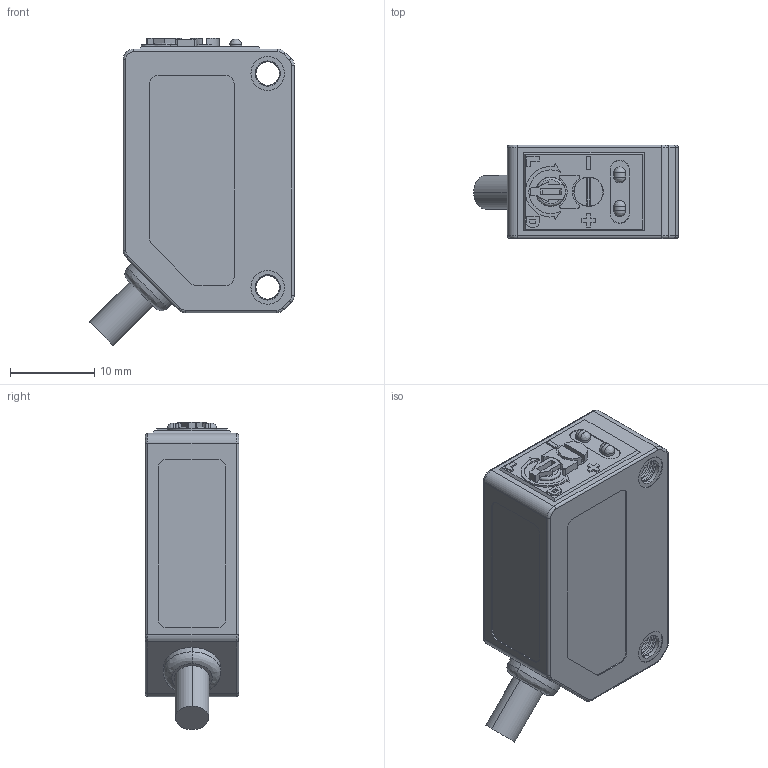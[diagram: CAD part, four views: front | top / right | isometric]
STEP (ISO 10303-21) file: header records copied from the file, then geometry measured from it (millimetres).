
FILE_DESCRIPTION (( 'STEP AP214' ), '1' );
FILE_NAME ('PXPEESB-30N_3D.STEP', '2022-11-03T19:36:35', ( '' ), ( '' ), 'SwSTEP 2.0', 'SolidWorks 2022', '' );
FILE_SCHEMA (( 'AUTOMOTIVE_DESIGN' ));
Length unit declared in the file: inch
Products named in the file (1): PXPEESB-30N_3D
Bounding box: 24.29 x 11.1 x 36.54 mm (x, y, z)
Volume: 6719.4 mm3; surface area: 3128.6 mm2
Topology: 1 solids, 1 shells, 458 faces, 1230 edges, 801 vertices
Faces by surface type: cylinder 224, plane 181, bspline 50, cone 3
Entity records: 29855 total; most frequent: CARTESIAN_POINT 19104, ORIENTED_EDGE 2444, DIRECTION 1903, EDGE_CURVE 1222, VERTEX_POINT 801, AXIS2_PLACEMENT_3D 656, LINE 591, VECTOR 591
